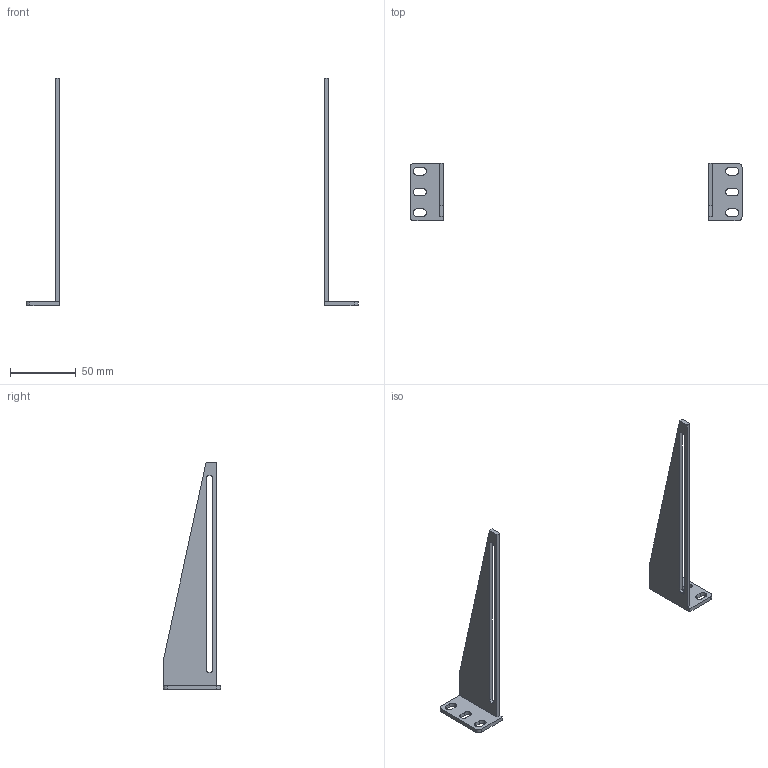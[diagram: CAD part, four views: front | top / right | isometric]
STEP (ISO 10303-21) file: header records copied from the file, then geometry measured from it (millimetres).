
FILE_DESCRIPTION(('FreeCAD Model'),'2;1');
FILE_NAME('Open CASCADE Shape Model','2025-06-12T13:08:39',(''),(''), 'Open CASCADE STEP processor 7.8','FreeCAD','Unknown');
FILE_SCHEMA(('AUTOMOTIVE_DESIGN { 1 0 10303 214 1 1 1 1 }'));
Length unit declared in the file: millimetre
Products named in the file (1): 1U Mini ITX split back support
Bounding box: 253 x 43.45 x 173 mm (x, y, z)
Volume: 27859.9 mm3; surface area: 23574.3 mm2
Topology: 2 solids, 2 shells, 88 faces, 252 edges, 168 vertices
Faces by surface type: plane 52, cylinder 36
Entity records: 2949 total; most frequent: CARTESIAN_POINT 509, ORIENTED_EDGE 504, DIRECTION 502, EDGE_CURVE 252, LINE 180, VECTOR 180, VERTEX_POINT 168, AXIS2_PLACEMENT_3D 161
